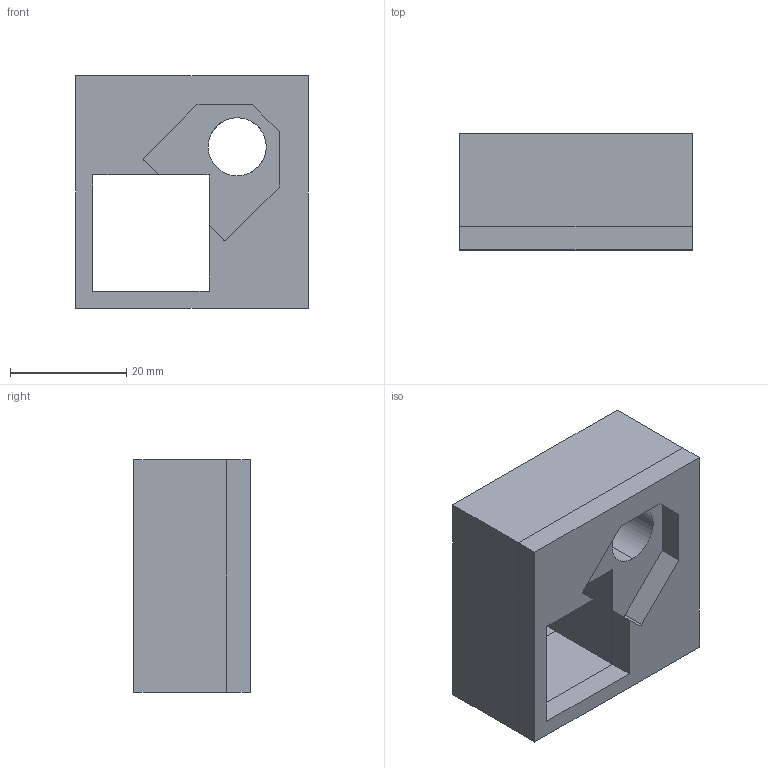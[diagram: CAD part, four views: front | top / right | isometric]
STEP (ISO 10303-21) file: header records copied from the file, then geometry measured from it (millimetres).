
FILE_DESCRIPTION(/* description */ (''),/* implementation_level */ '2;1');
FILE_NAME(/* name */ 'STE639',/* time_stamp */ '2025-08-10T11:27:08+08:00',/* author */ (''),/* organization */ (''),/* preprocessor_version */ 'ST-DEVELOPER v16.5',/* originating_system */ '',/* authorisation */ '');
FILE_SCHEMA (('CONFIG_CONTROL_DESIGN'));
Length unit declared in the file: millimetre
Products named in the file (1): Document
Bounding box: 40 x 20 x 40 mm (x, y, z)
Volume: 21474.9 mm3; surface area: 7714 mm2
Topology: 1 solids, 1 shells, 37 faces, 93 edges, 59 vertices
Faces by surface type: bspline 37
Entity records: 2146 total; most frequent: CARTESIAN_POINT 900, B_SPLINE_CURVE_WITH_KNOTS 210, ORIENTED_EDGE 186, PCURVE 186, DEFINITIONAL_REPRESENTATION 186, SURFACE_CURVE 93, EDGE_CURVE 93, VERTEX_POINT 59
